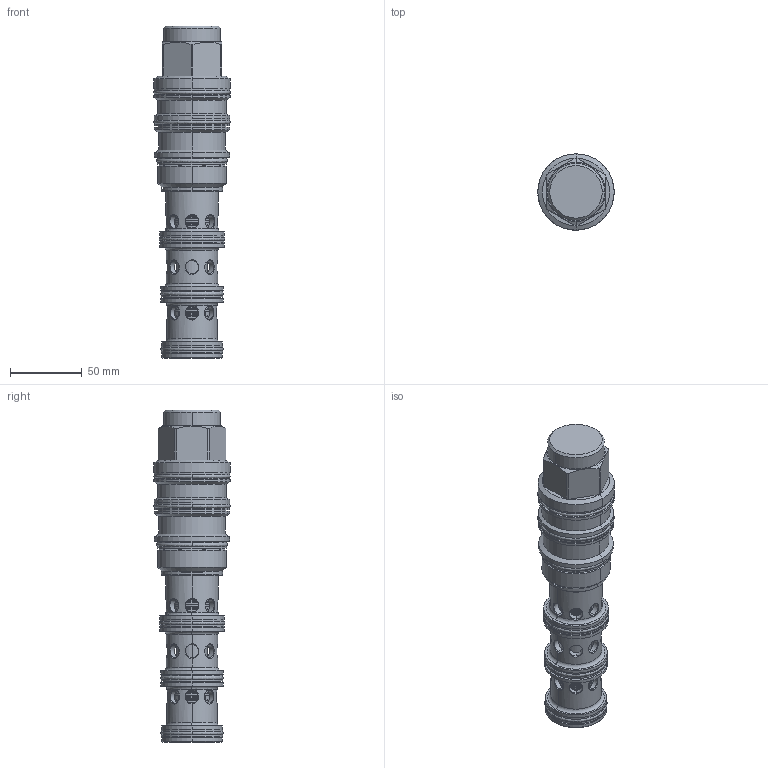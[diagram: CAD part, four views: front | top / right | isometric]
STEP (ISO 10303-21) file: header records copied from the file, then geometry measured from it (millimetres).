
FILE_DESCRIPTION((''),'2;1');
FILE_NAME('DCFC-XCN_PRT','2012-06-15T',('Administrator'),(''),'PRO/ENGINEER BY PARAMETRIC TECHNOLOGY CORPORATION, 2006240','PRO/ENGINEER BY PARAMETRIC TECHNOLOGY CORPORATION, 2006240','');
FILE_SCHEMA(('CONFIG_CONTROL_DESIGN'));
Length unit declared in the file: inch
Products named in the file (1): DCFC-XCN_PRT
Bounding box: 53.09 x 53.09 x 231.01 mm (x, y, z)
Volume: 243264 mm3; surface area: 86305.5 mm2
Topology: 5 solids, 11 shells, 837 faces, 2589 edges, 1634 vertices
Faces by surface type: cylinder 455, plane 124, torus 121, cone 117, revolution 20
Entity records: 33279 total; most frequent: CARTESIAN_POINT 10081, ORIENTED_EDGE 5174, DIRECTION 4788, EDGE_CURVE 2587, AXIS2_PLACEMENT_3D 1992, VERTEX_POINT 1634, CIRCLE 1175, EDGE_LOOP 935
